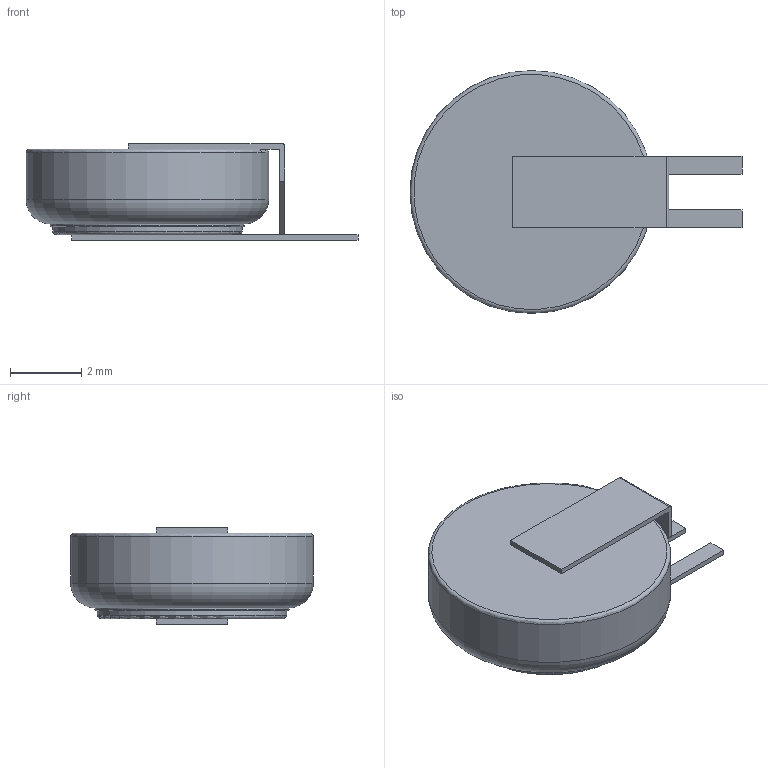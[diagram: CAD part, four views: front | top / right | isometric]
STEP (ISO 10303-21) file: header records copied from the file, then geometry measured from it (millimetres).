
FILE_DESCRIPTION(/* description */ ('model of BatteryHolder_Seiko_MS621F'),/* implementation_level */ '2;1');
FILE_NAME(/* name */ 'BatteryHolder_Seiko_MS621F.step',/* time_stamp */ '2018-12-26T11:25:44',/* author */ ('kicad StepUp','ksu'),/* organization */ ('FreeCAD'),/* preprocessor_version */ 'OCC',/* originating_system */ 'kicad StepUp',/* authorisation */ '');
FILE_SCHEMA(('AUTOMOTIVE_DESIGN { 1 0 10303 214 1 1 1 1 }'));
Length unit declared in the file: millimetre
Products named in the file (1): Seiko_MS621F
Bounding box: 9.3 x 6.8 x 2.7 mm (x, y, z)
Volume: 84.4 mm3; surface area: 136.7 mm2
Topology: 1 solids, 1 shells, 32 faces, 76 edges, 48 vertices
Faces by surface type: plane 24, cylinder 4, torus 4
Full cylindrical faces by diameter (mm): 5.304 x1, 5.44 x1, 6.8 x1
Entity records: 685 total; most frequent: ORIENTED_EDGE 124, CARTESIAN_POINT 87, EDGE_CURVE 76, LINE 51, AXIS2_PLACEMENT_3D 48, VERTEX_POINT 48, FACE_BOUND 34, EDGE_LOOP 34
